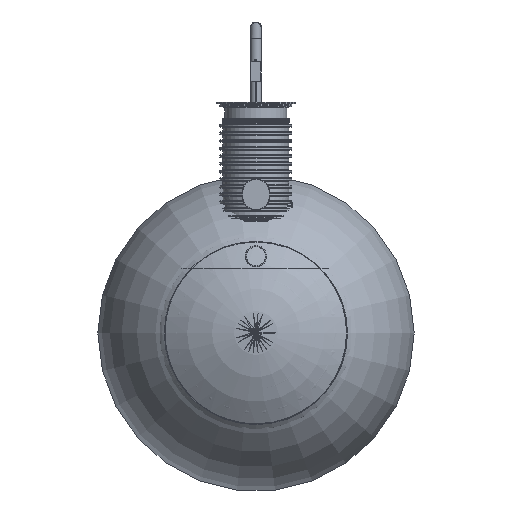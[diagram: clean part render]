
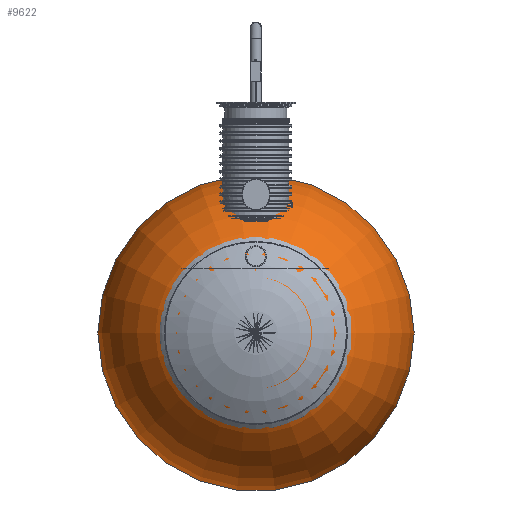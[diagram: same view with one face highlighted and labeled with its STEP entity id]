
A CAD part, front view. The second image highlights one B-rep face of the part: STEP entity #9622.
In plain terms, the highlighted toroidal (fillet/blend) face has major radius 1.234 mm and minor radius 1600 mm.
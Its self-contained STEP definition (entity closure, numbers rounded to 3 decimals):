
#727=B_SPLINE_CURVE_WITH_KNOTS('',3,(#15990,#15991,#15992,#15993,#15994,
#15995,#15996,#15997,#15998,#15999,#16000,#16001,#16002,#16003,#16004,#16005,
#16006,#16007,#16008,#16009,#16010,#16011,#16012,#16013,#16014,#16015,#16016,
#16017),.UNSPECIFIED.,.F.,.F.,(4,1,1,1,1,1,1,1,1,1,1,1,1,1,1,1,1,1,1,1,
1,1,1,1,1,4),(8.486,8.569,8.652,8.735,
8.819,8.86,8.902,8.943,8.985,
9.026,9.068,9.109,9.151,9.192,
9.234,9.317,9.4,9.483,9.524,
9.566,9.607,9.628,9.649,9.69,
9.732,9.815),.UNSPECIFIED.);
#1766=VERTEX_LOOP('',#5612);
#1769=DEGENERATE_TOROIDAL_SURFACE('',#10839,1.233,1600.,
 .T.);
#2080=ORIENTED_EDGE('',*,*,#4391,.T.);
#2081=ORIENTED_EDGE('',*,*,#4394,.T.);
#4391=EDGE_CURVE('',#5610,#5611,#6534,.T.);
#4394=EDGE_CURVE('',#5611,#5610,#727,.T.);
#5610=VERTEX_POINT('',#15946);
#5611=VERTEX_POINT('',#15947);
#5612=VERTEX_POINT('',#15989);
#6534=CIRCLE('',#10838,915.14);
#7273=EDGE_LOOP('',(#2080,#2081));
#8431=FACE_BOUND('',#1766,.T.);
#8432=FACE_BOUND('',#7273,.T.);
#9622=ADVANCED_FACE('',(#8431,#8432),#1769,.T.);
#10838=AXIS2_PLACEMENT_3D('',#15945,#12494,#12495);
#10839=AXIS2_PLACEMENT_3D('',#15988,#12496,#12497);
#12494=DIRECTION('',(-0.002,-1.,0.));
#12495=DIRECTION('',(1.,-0.002,0.));
#12496=DIRECTION('',(-0.002,-1.,0.));
#12497=DIRECTION('',(1.,-0.002,0.));
#15945=CARTESIAN_POINT('',(-2.005,-163.138,0.));
#15946=CARTESIAN_POINT('',(-647.202,-161.547,649.));
#15947=CARTESIAN_POINT('',(643.191,-164.729,649.));
#15988=CARTESIAN_POINT('',(1.233,1150.165,0.));
#15989=CARTESIAN_POINT('',(-2.712,-449.83,0.));
#15990=CARTESIAN_POINT('',(643.191,-164.729,649.));
#15991=CARTESIAN_POINT('',(618.244,-176.892,649.));
#15992=CARTESIAN_POINT('',(567.767,-199.747,649.));
#15993=CARTESIAN_POINT('',(490.325,-229.652,649.));
#15994=CARTESIAN_POINT('',(411.139,-255.177,649.));
#15995=CARTESIAN_POINT('',(343.723,-272.75,649.));
#15996=CARTESIAN_POINT('',(288.827,-284.559,649.));
#15997=CARTESIAN_POINT('',(247.52,-292.209,649.));
#15998=CARTESIAN_POINT('',(206.092,-298.661,649.));
#15999=CARTESIAN_POINT('',(164.54,-303.921,649.));
#16000=CARTESIAN_POINT('',(122.867,-307.991,649.));
#16001=CARTESIAN_POINT('',(81.067,-310.87,649.));
#16002=CARTESIAN_POINT('',(39.156,-312.556,649.));
#16003=CARTESIAN_POINT('',(-2.926,-313.041,649.));
#16004=CARTESIAN_POINT('',(-44.954,-312.317,649.));
#16005=CARTESIAN_POINT('',(-100.662,-309.763,649.));
#16006=CARTESIAN_POINT('',(-169.808,-303.622,649.));
#16007=CARTESIAN_POINT('',(-251.972,-291.602,649.));
#16008=CARTESIAN_POINT('',(-319.777,-277.727,649.));
#16009=CARTESIAN_POINT('',(-373.62,-264.298,649.));
#16010=CARTESIAN_POINT('',(-413.799,-253.054,649.));
#16011=CARTESIAN_POINT('',(-447.114,-242.698,649.));
#16012=CARTESIAN_POINT('',(-473.656,-233.816,649.));
#16013=CARTESIAN_POINT('',(-500.151,-224.526,649.));
#16014=CARTESIAN_POINT('',(-532.904,-212.24,649.));
#16015=CARTESIAN_POINT('',(-584.52,-191.177,649.));
#16016=CARTESIAN_POINT('',(-622.359,-173.811,649.));
#16017=CARTESIAN_POINT('',(-647.202,-161.547,649.));
